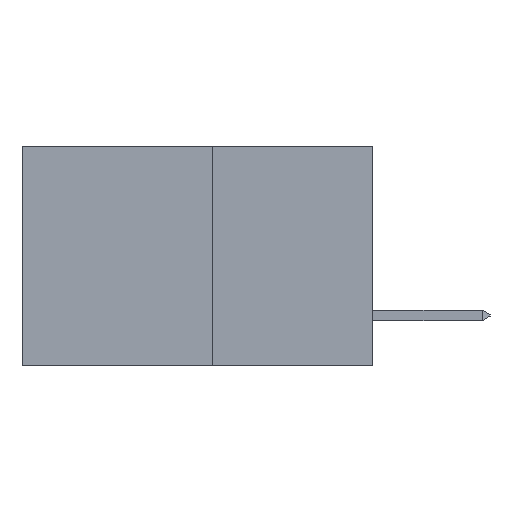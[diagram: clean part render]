
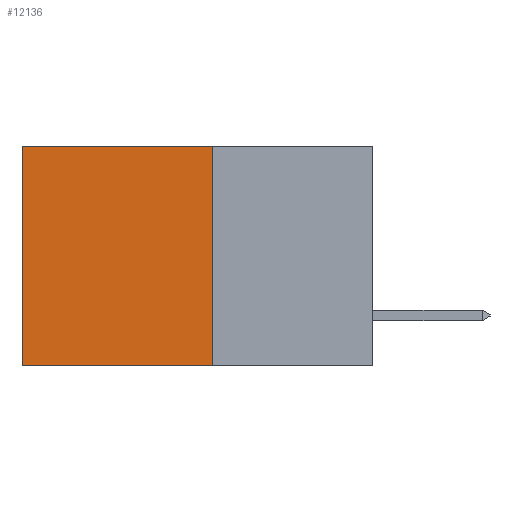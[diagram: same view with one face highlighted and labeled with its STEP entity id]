
A CAD part, left-side view. The second image highlights one B-rep face of the part: STEP entity #12136.
In plain terms, the highlighted planar face has unit normal (-1, 0, 0).
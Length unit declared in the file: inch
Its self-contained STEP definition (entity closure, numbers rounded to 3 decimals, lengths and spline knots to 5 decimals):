
#187 = LINE ( 'NONE', #5121, #11511 ) ;
#850 = VECTOR ( 'NONE', #3942, 39.37008 ) ;
#1161 = VERTEX_POINT ( 'NONE', #3282 ) ;
#1282 = DIRECTION ( 'NONE',  ( 1., 0., 0. ) ) ;
#1295 = EDGE_CURVE ( 'NONE', #10240, #1612, #6233, .T. ) ;
#1612 = VERTEX_POINT ( 'NONE', #11948 ) ;
#2113 = CARTESIAN_POINT ( 'NONE',  ( 0.277, 0.27, -0.37 ) ) ;
#2694 = CARTESIAN_POINT ( 'NONE',  ( 0.277, 0.27, 0. ) ) ;
#2918 = DIRECTION ( 'NONE',  ( 0., 0., -1. ) ) ;
#3282 = CARTESIAN_POINT ( 'NONE',  ( 0.277, 0.59, -0.37 ) ) ;
#3369 = CARTESIAN_POINT ( 'NONE',  ( 0.277, 0.27, -0.37 ) ) ;
#3457 = ORIENTED_EDGE ( 'NONE', *, *, #13484, .F. ) ;
#3708 = LINE ( 'NONE', #12310, #850 ) ;
#3942 = DIRECTION ( 'NONE',  ( 0., 0., -1. ) ) ;
#4086 = AXIS2_PLACEMENT_3D ( 'NONE', #3369, #1282, #8798 ) ;
#5121 = CARTESIAN_POINT ( 'NONE',  ( 0.277, 0.27, -0.37 ) ) ;
#5339 = LINE ( 'NONE', #2113, #12964 ) ;
#5392 = DIRECTION ( 'NONE',  ( 0., 1., 0. ) ) ;
#6233 = LINE ( 'NONE', #2694, #12100 ) ;
#6700 = ORIENTED_EDGE ( 'NONE', *, *, #7226, .F. ) ;
#7027 = ORIENTED_EDGE ( 'NONE', *, *, #1295, .T. ) ;
#7072 = FACE_OUTER_BOUND ( 'NONE', #9247, .T. ) ;
#7226 = EDGE_CURVE ( 'NONE', #10240, #12262, #187, .T. ) ;
#7734 = PLANE ( 'NONE',  #4086 ) ;
#8467 = DIRECTION ( 'NONE',  ( 0., 1., 0. ) ) ;
#8511 = ORIENTED_EDGE ( 'NONE', *, *, #9976, .T. ) ;
#8695 = CARTESIAN_POINT ( 'NONE',  ( 0.277, 0.27, 0. ) ) ;
#8798 = DIRECTION ( 'NONE',  ( 0., 0., -1. ) ) ;
#9247 = EDGE_LOOP ( 'NONE', ( #8511, #3457, #6700, #7027 ) ) ;
#9976 = EDGE_CURVE ( 'NONE', #1612, #1161, #3708, .T. ) ;
#10240 = VERTEX_POINT ( 'NONE', #8695 ) ;
#11511 = VECTOR ( 'NONE', #2918, 39.37008 ) ;
#11948 = CARTESIAN_POINT ( 'NONE',  ( 0.277, 0.59, 0. ) ) ;
#12100 = VECTOR ( 'NONE', #8467, 39.37008 ) ;
#12136 = ADVANCED_FACE ( 'NONE', ( #7072 ), #7734, .F. ) ;
#12262 = VERTEX_POINT ( 'NONE', #13020 ) ;
#12310 = CARTESIAN_POINT ( 'NONE',  ( 0.277, 0.59, -0.37 ) ) ;
#12964 = VECTOR ( 'NONE', #5392, 39.37008 ) ;
#13020 = CARTESIAN_POINT ( 'NONE',  ( 0.277, 0.27, -0.37 ) ) ;
#13484 = EDGE_CURVE ( 'NONE', #12262, #1161, #5339, .T. ) ;
